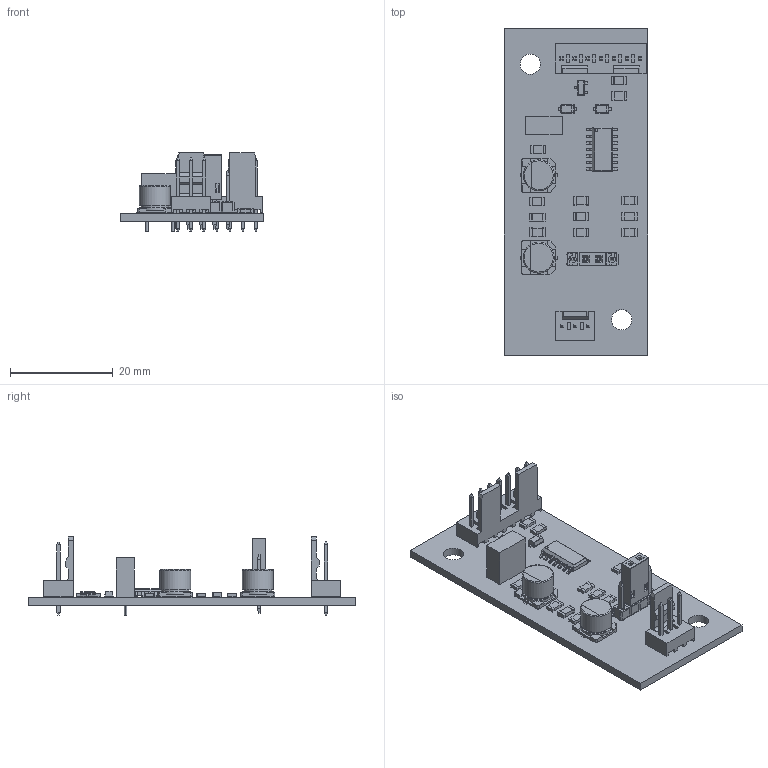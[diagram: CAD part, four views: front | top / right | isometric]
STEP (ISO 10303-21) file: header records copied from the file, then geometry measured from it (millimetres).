
FILE_DESCRIPTION(('for SolidWorks'),'2;1');
FILE_NAME( 'TachStrip.step', '2020-09-01T12:44:15',('NLavoie'),(''), 'Open CASCADE STEP processor 6.6','DipTrace','Unknown');
FILE_SCHEMA(('AUTOMOTIVE_DESIGN { 1 0 10303 214 1 1 1 1 }'));
Length unit declared in the file: millimetre
Products named in the file (13): PCB_TachStrip; Board_TachStrip; cap_1206; 23403; cap_6.3x5.2; sod-123f; soic-14_150mil; MLX022284043; MLX022292031; MLX022292071; sot23; res_1206; 44108
Assembly tree (24 placements, depth 2):
  PCB_TachStrip
    Board_TachStrip
    cap_1206  x2
    23403
    cap_6.3x5.2  x2
    sod-123f  x2
    soic-14_150mil
    MLX022284043
    MLX022292031
    MLX022292071
    sot23
    res_1206  x10
    44108
Bounding box: 27.94 x 63.5 x 15.33 mm (x, y, z)
Volume: 3813.2 mm3; surface area: 6731 mm2
Topology: 21 solids, 43 shells, 1655 faces, 4158 edges, 2630 vertices
Faces by surface type: plane 1302, bspline 212, cylinder 125, cone 8, torus 4, sphere 4
Full cylindrical faces by diameter (mm): 0.5 x1, 0.965 x2, 1.016 x14, 3.962 x2, 5.4 x2, 6 x4
Entity records: 40123 total; most frequent: CARTESIAN_POINT 10390, ORIENTED_EDGE 5764, DIRECTION 4710, EDGE_CURVE 2882, LINE 2208, VECTOR 2208, VERTEX_POINT 1838, FACE_BOUND 1264
